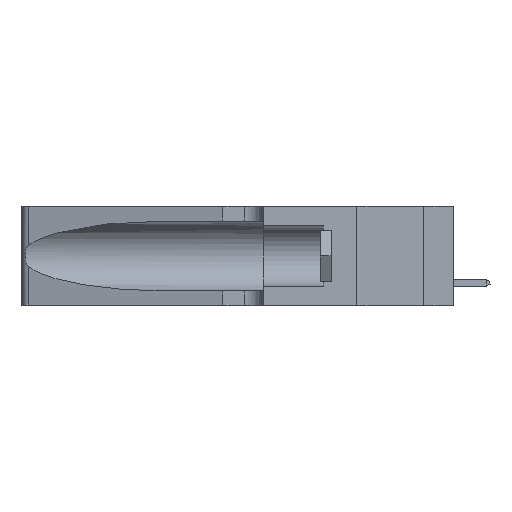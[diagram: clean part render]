
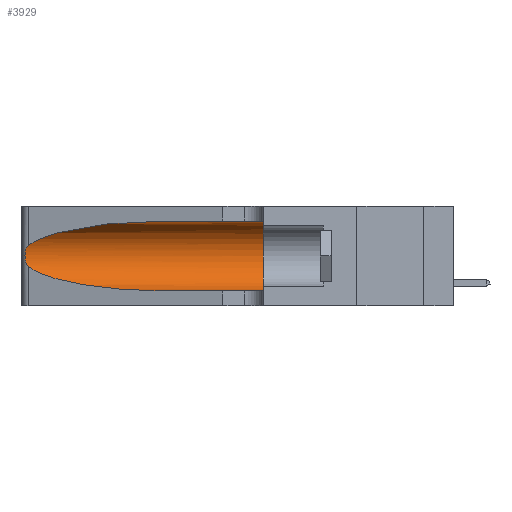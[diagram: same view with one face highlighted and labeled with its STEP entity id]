
A CAD part, left-side view. The second image highlights one B-rep face of the part: STEP entity #3929.
In plain terms, the highlighted cylindrical face has radius 3.308 mm (diameter 6.617 mm), a partial arc.
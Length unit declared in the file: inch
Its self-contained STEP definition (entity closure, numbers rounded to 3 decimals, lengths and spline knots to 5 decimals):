
#1026 = ORIENTED_EDGE ( 'NONE', *, *, #19877, .F. ) ;
#1505 = CARTESIAN_POINT ( 'NONE',  ( 0.2373, 1.15595, 0.08982 ) ) ;
#1742 = LINE ( 'NONE', #5764, #5782 ) ;
#2927 = CIRCLE ( 'NONE', #13803, 0.13025 ) ;
#3929 = ADVANCED_FACE ( 'NONE', ( #20343 ), #21339, .F. ) ;
#4398 = DIRECTION ( 'NONE',  ( 0., 0., 1. ) ) ;
#5215 = EDGE_CURVE ( 'NONE', #32218, #17618, #1742, .T. ) ;
#5448 = CARTESIAN_POINT ( 'NONE',  ( 0.18966, 0.96281, 0.31525 ) ) ;
#5764 = CARTESIAN_POINT ( 'NONE',  ( 0.1305, 1.61858, 0.05475 ) ) ;
#5782 = VECTOR ( 'NONE', #15656, 39.37008 ) ;
#5892 = EDGE_CURVE ( 'NONE', #14969, #13635, #36918, .T. ) ;
#6145 = CARTESIAN_POINT ( 'NONE',  ( 0.1305, 0.35, 0.31525 ) ) ;
#6846 = CARTESIAN_POINT ( 'NONE',  ( 0.1305, 0.72297, 0.05475 ) ) ;
#7071 = CARTESIAN_POINT ( 'NONE',  ( 0.26018, 1.23835, 0.19895 ) ) ;
#7400 = CARTESIAN_POINT ( 'NONE',  ( 0.1305, 0.72297, 0.05475 ) ) ;
#7493 = CARTESIAN_POINT ( 'NONE',  ( 0.26075, 1.23896, 0.178 ) ) ;
#8642 = ORIENTED_EDGE ( 'NONE', *, *, #24520, .T. ) ;
#9605 = ORIENTED_EDGE ( 'NONE', *, *, #12727, .F. ) ;
#9910 = VERTEX_POINT ( 'NONE', #39557 ) ;
#9994 = CARTESIAN_POINT ( 'NONE',  ( 0.1305, 1.61858, 0.185 ) ) ;
#12027 = EDGE_CURVE ( 'NONE', #9910, #14969, #14797, .T. ) ;
#12316 = VECTOR ( 'NONE', #23062, 39.37008 ) ;
#12727 = EDGE_CURVE ( 'NONE', #37524, #17618, #2927, .T. ) ;
#13354 = CARTESIAN_POINT ( 'NONE',  ( 0.26017, 1.23833, 0.17102 ) ) ;
#13488 = CARTESIAN_POINT ( 'NONE',  ( 0.25555, 1.22994, 0.2215 ) ) ;
#13635 = VERTEX_POINT ( 'NONE', #17791 ) ;
#13766 = CARTESIAN_POINT ( 'NONE',  ( 0.25856, 1.23593, 0.16098 ) ) ;
#13803 = AXIS2_PLACEMENT_3D ( 'NONE', #36167, #17070, #4398 ) ;
#13913 = CARTESIAN_POINT ( 'NONE',  ( 0.25639, 1.23184, 0.21858 ) ) ;
#14239 = CARTESIAN_POINT ( 'NONE',  ( 0.18966, 0.96281, 0.05475 ) ) ;
#14648 = ORIENTED_EDGE ( 'NONE', *, *, #5892, .T. ) ;
#14654 = CARTESIAN_POINT ( 'NONE',  ( 0.25487, 1.22718, 0.22369 ) ) ;
#14797 =( BOUNDED_CURVE ( )  B_SPLINE_CURVE ( 3, ( #37089, #5448, #40170, #14654 ),
 .UNSPECIFIED., .F., .T. ) 
 B_SPLINE_CURVE_WITH_KNOTS ( ( 4, 4 ),
 ( 1.5708, 2.84003 ),
 .UNSPECIFIED. ) 
 CURVE ( )  GEOMETRIC_REPRESENTATION_ITEM ( )  RATIONAL_B_SPLINE_CURVE ( ( 1., 0.87, 0.87, 1. ) ) 
 REPRESENTATION_ITEM ( '' )  );
#14969 = VERTEX_POINT ( 'NONE', #27267 ) ;
#15656 = DIRECTION ( 'NONE',  ( 0., -1., 0. ) ) ;
#16547 = CARTESIAN_POINT ( 'NONE',  ( 0.25555, 1.22993, 0.14849 ) ) ;
#16680 = CARTESIAN_POINT ( 'NONE',  ( 0.25487, 1.22718, 0.14631 ) ) ;
#16953 = CARTESIAN_POINT ( 'NONE',  ( 0.25787, 1.23484, 0.2124 ) ) ;
#17058 = CARTESIAN_POINT ( 'NONE',  ( 0.1305, 1.61858, 0.31525 ) ) ;
#17070 = DIRECTION ( 'NONE',  ( 0., 1., 0. ) ) ;
#17299 = AXIS2_PLACEMENT_3D ( 'NONE', #9994, #30409, #37406 ) ;
#17557 = CARTESIAN_POINT ( 'NONE',  ( 0.25487, 1.22718, 0.14631 ) ) ;
#17618 = VERTEX_POINT ( 'NONE', #30986 ) ;
#17791 = CARTESIAN_POINT ( 'NONE',  ( 0.25487, 1.22718, 0.14631 ) ) ;
#19877 = EDGE_CURVE ( 'NONE', #9910, #37524, #29688, .T. ) ;
#20343 = FACE_OUTER_BOUND ( 'NONE', #31158, .T. ) ;
#21339 = CYLINDRICAL_SURFACE ( 'NONE', #17299, 0.13025 ) ;
#23062 = DIRECTION ( 'NONE',  ( 0., -1., 0. ) ) ;
#23086 = CARTESIAN_POINT ( 'NONE',  ( 0.25854, 1.2359, 0.20912 ) ) ;
#24520 = EDGE_CURVE ( 'NONE', #13635, #32218, #28338, .T. ) ;
#27267 = CARTESIAN_POINT ( 'NONE',  ( 0.25487, 1.22718, 0.22369 ) ) ;
#28338 =( BOUNDED_CURVE ( )  B_SPLINE_CURVE ( 3, ( #17557, #1505, #14239, #7400 ),
 .UNSPECIFIED., .F., .T. ) 
 B_SPLINE_CURVE_WITH_KNOTS ( ( 4, 4 ),
 ( 3.44316, 4.71239 ),
 .UNSPECIFIED. ) 
 CURVE ( )  GEOMETRIC_REPRESENTATION_ITEM ( )  RATIONAL_B_SPLINE_CURVE ( ( 1., 0.87, 0.87, 1. ) ) 
 REPRESENTATION_ITEM ( '' )  );
#29688 = LINE ( 'NONE', #17058, #12316 ) ;
#29715 = ORIENTED_EDGE ( 'NONE', *, *, #12027, .T. ) ;
#30409 = DIRECTION ( 'NONE',  ( 0., -1., 0. ) ) ;
#30986 = CARTESIAN_POINT ( 'NONE',  ( 0.1305, 0.35, 0.05475 ) ) ;
#31158 = EDGE_LOOP ( 'NONE', ( #29715, #14648, #8642, #38189, #9605, #1026 ) ) ;
#32218 = VERTEX_POINT ( 'NONE', #6846 ) ;
#32852 = CARTESIAN_POINT ( 'NONE',  ( 0.26075, 1.23896, 0.19203 ) ) ;
#32995 = CARTESIAN_POINT ( 'NONE',  ( 0.25487, 1.22718, 0.22369 ) ) ;
#35766 = CARTESIAN_POINT ( 'NONE',  ( 0.25639, 1.23186, 0.15144 ) ) ;
#36167 = CARTESIAN_POINT ( 'NONE',  ( 0.1305, 0.35, 0.185 ) ) ;
#36918 = B_SPLINE_CURVE_WITH_KNOTS ( 'NONE', 3,
 ( #32995, #13488, #13913, #16953, #23086, #7071, #32852, #7493, #13354, #13766, #39263, #35766, #16547, #16680 ),
 .UNSPECIFIED., .F., .F.,
 ( 4, 2, 2, 2, 2, 2, 4 ),
 ( 0., 0.00027, 0.00053, 0.00107, 0.0016, 0.00187, 0.00214 ),
 .UNSPECIFIED. ) ;
#37089 = CARTESIAN_POINT ( 'NONE',  ( 0.1305, 0.72297, 0.31525 ) ) ;
#37406 = DIRECTION ( 'NONE',  ( 0., 0., -1. ) ) ;
#37524 = VERTEX_POINT ( 'NONE', #6145 ) ;
#38189 = ORIENTED_EDGE ( 'NONE', *, *, #5215, .T. ) ;
#39263 = CARTESIAN_POINT ( 'NONE',  ( 0.25789, 1.23486, 0.15765 ) ) ;
#39557 = CARTESIAN_POINT ( 'NONE',  ( 0.1305, 0.72297, 0.31525 ) ) ;
#40170 = CARTESIAN_POINT ( 'NONE',  ( 0.2373, 1.15595, 0.28018 ) ) ;
